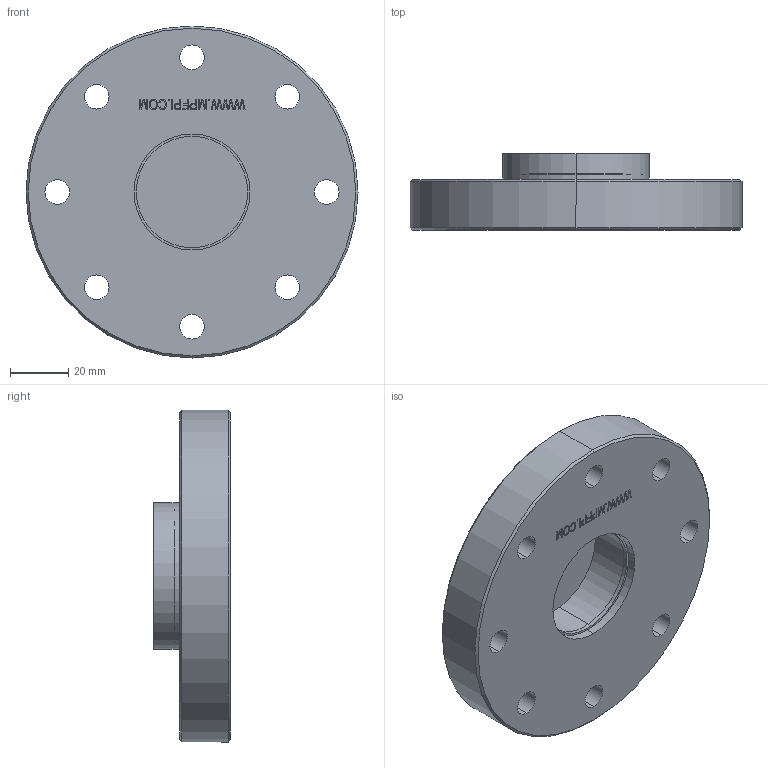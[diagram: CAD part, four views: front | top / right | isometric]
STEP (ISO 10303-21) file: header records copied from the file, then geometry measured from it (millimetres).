
FILE_DESCRIPTION (( 'STEP AP203' ), '1' );
FILE_NAME ('A12820-1.STEP', '2019-01-29T19:40:12', ( '' ), ( '' ), 'SwSTEP 2.0', 'SolidWorks 2018', '' );
FILE_SCHEMA (( 'CONFIG_CONTROL_DESIGN' ));
Length unit declared in the file: inch
Products named in the file (1): A12820-1
Bounding box: 113.54 x 26.16 x 113.54 mm (x, y, z)
Volume: 155797.8 mm3; surface area: 39319 mm2
Topology: 2 solids, 2 shells, 224 faces, 586 edges, 388 vertices
Faces by surface type: plane 139, bspline 43, cylinder 36, cone 6
Entity records: 8945 total; most frequent: CARTESIAN_POINT 3530, ORIENTED_EDGE 1172, DIRECTION 940, EDGE_CURVE 586, LINE 424, VECTOR 424, VERTEX_POINT 388, EDGE_LOOP 264
